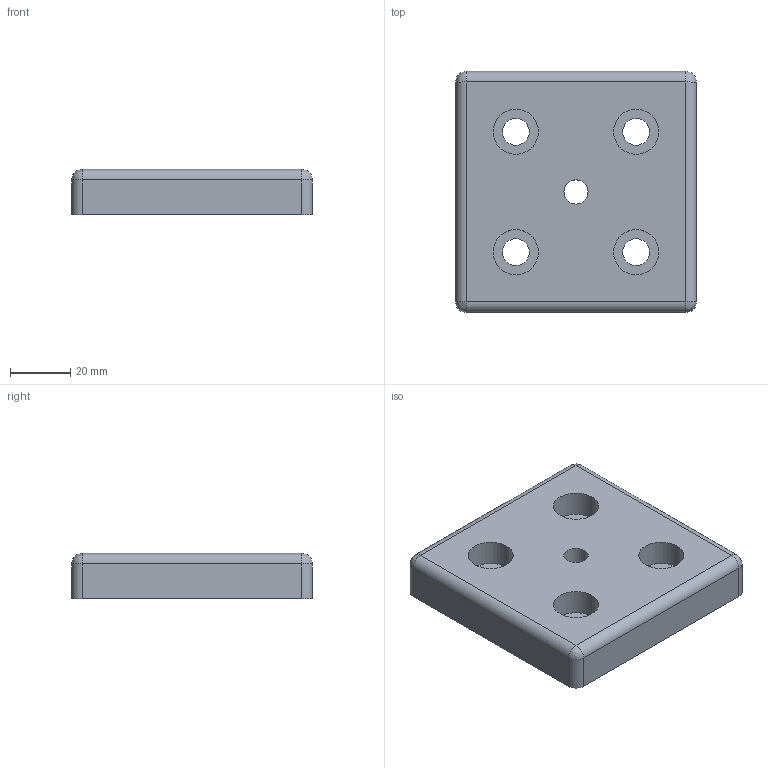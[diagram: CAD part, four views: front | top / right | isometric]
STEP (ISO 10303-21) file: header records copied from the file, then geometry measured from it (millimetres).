
FILE_DESCRIPTION((''),'2;1');
FILE_NAME('SZ0240V.stp','2009-07-27T13:36:42',(''),(''),'Mechanical Desktop 2007','Mechanical Desktop 2007',', , ');
FILE_SCHEMA(('CONFIG_CONTROL_DESIGN'));
Length unit declared in the file: millimetre
Products named in the file (1): SZ0240V
Bounding box: 80 x 80 x 15 mm (x, y, z)
Volume: 86567.4 mm3; surface area: 19123.6 mm2
Topology: 1 solids, 1 shells, 40 faces, 94 edges, 56 vertices
Faces by surface type: bspline 40
Entity records: 1671 total; most frequent: CARTESIAN_POINT 763, ORIENTED_EDGE 180, DIRECTION 144, EDGE_CURVE 90, VERTEX_POINT 56, EDGE_LOOP 54, AXIS2_PLACEMENT_3D 53, CIRCLE 52
